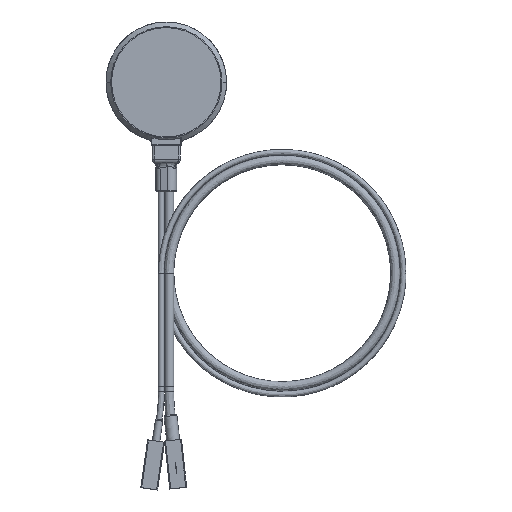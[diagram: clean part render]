
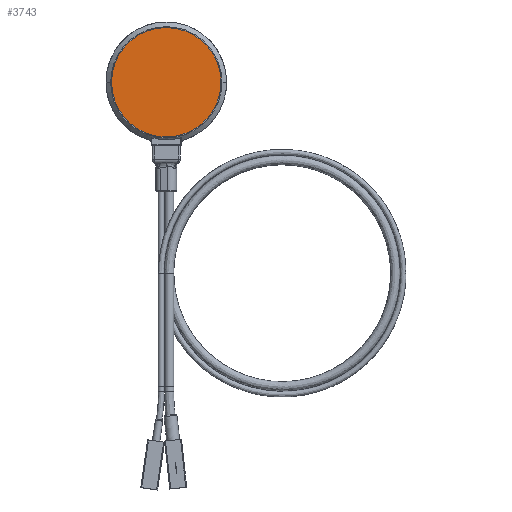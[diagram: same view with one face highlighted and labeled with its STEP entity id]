
A CAD part, front view. The second image highlights one B-rep face of the part: STEP entity #3743.
In plain terms, the highlighted face is planar.
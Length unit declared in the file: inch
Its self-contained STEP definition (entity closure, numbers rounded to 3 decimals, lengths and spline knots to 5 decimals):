
#1476 = DIRECTION ( 'NONE',  ( 0., 0., 1. ) ) ;
#2108 = AXIS2_PLACEMENT_3D ( 'NONE', #22305, #14643, #32651 ) ;
#3743 = ADVANCED_FACE ( 'NONE', ( #9042 ), #27452, .F. ) ;
#4843 = CARTESIAN_POINT ( 'NONE',  ( 1.16142, 0., 0. ) ) ;
#5225 = CARTESIAN_POINT ( 'NONE',  ( 0., 0., 0. ) ) ;
#7355 = VERTEX_POINT ( 'NONE', #4843 ) ;
#7827 = DIRECTION ( 'NONE',  ( 1., 0., 0. ) ) ;
#9042 = FACE_OUTER_BOUND ( 'NONE', #19638, .T. ) ;
#10322 = ORIENTED_EDGE ( 'NONE', *, *, #22411, .F. ) ;
#10967 = CIRCLE ( 'NONE', #26164, 1.16142 ) ;
#12500 = CARTESIAN_POINT ( 'NONE',  ( -1.16142, 0., 0. ) ) ;
#13168 = AXIS2_PLACEMENT_3D ( 'NONE', #5225, #23345, #7827 ) ;
#14643 = DIRECTION ( 'NONE',  ( 0., 0., 1. ) ) ;
#14688 = VERTEX_POINT ( 'NONE', #12500 ) ;
#17041 = CARTESIAN_POINT ( 'NONE',  ( 0., 0., 0. ) ) ;
#19638 = EDGE_LOOP ( 'NONE', ( #10322, #33034 ) ) ;
#19650 = DIRECTION ( 'NONE',  ( 1., 0., 0. ) ) ;
#22305 = CARTESIAN_POINT ( 'NONE',  ( 0., 0., 0. ) ) ;
#22411 = EDGE_CURVE ( 'NONE', #7355, #14688, #10967, .T. ) ;
#23345 = DIRECTION ( 'NONE',  ( 0., 0., 1. ) ) ;
#26164 = AXIS2_PLACEMENT_3D ( 'NONE', #17041, #1476, #19650 ) ;
#27452 = PLANE ( 'NONE',  #2108 ) ;
#28530 = EDGE_CURVE ( 'NONE', #14688, #7355, #32696, .T. ) ;
#32651 = DIRECTION ( 'NONE',  ( 1., 0., 0. ) ) ;
#32696 = CIRCLE ( 'NONE', #13168, 1.16142 ) ;
#33034 = ORIENTED_EDGE ( 'NONE', *, *, #28530, .F. ) ;
